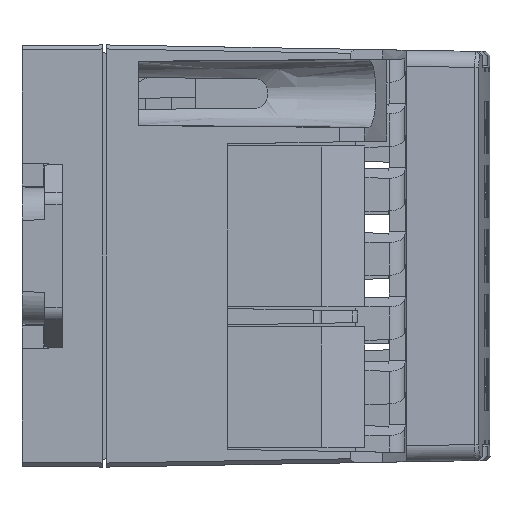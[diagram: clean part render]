
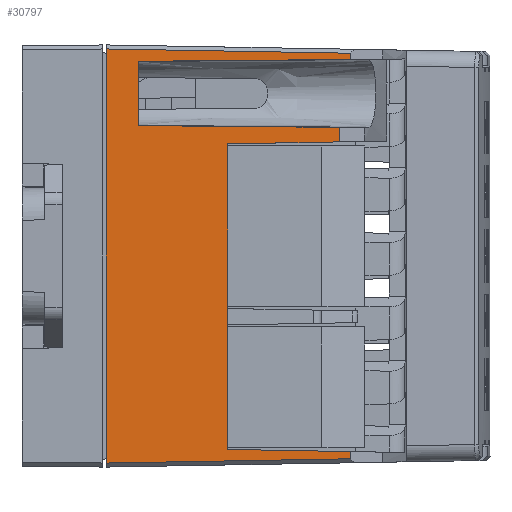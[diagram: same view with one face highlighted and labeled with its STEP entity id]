
A CAD part, front view. The second image highlights one B-rep face of the part: STEP entity #30797.
In plain terms, the highlighted planar face has unit normal (0.017, -1, 0).
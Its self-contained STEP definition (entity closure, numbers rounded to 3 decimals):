
#1973 = EDGE_CURVE ( 'NONE', #65579, #65560, #20911, .T. ) ;
#2012 = EDGE_CURVE ( 'NONE', #57810, #52205, #63951, .T. ) ;
#2094 = EDGE_CURVE ( 'NONE', #65605, #65497, #63619, .T. ) ;
#2111 = EDGE_CURVE ( 'NONE', #52143, #67092, #20975, .T. ) ;
#2198 = EDGE_CURVE ( 'NONE', #65804, #67004, #21023, .T. ) ;
#2223 = EDGE_CURVE ( 'NONE', #52143, #66306, #64053, .T. ) ;
#2356 = EDGE_CURVE ( 'NONE', #52205, #65809, #21102, .T. ) ;
#2390 = EDGE_CURVE ( 'NONE', #66306, #65605, #4037, .T. ) ;
#2394 = EDGE_CURVE ( 'NONE', #65809, #65804, #64608, .T. ) ;
#2761 = CARTESIAN_POINT ( 'NONE',  ( 10.117, -49.818, -25.573 ) ) ;
#3140 = CARTESIAN_POINT ( 'NONE',  ( 0., -49.991, -25.75 ) ) ;
#3318 = CARTESIAN_POINT ( 'NONE',  ( 30.35, -49.47, -25.22 ) ) ;
#3339 = CARTESIAN_POINT ( 'NONE',  ( 20.233, -49.644, -25.397 ) ) ;
#4037 = B_SPLINE_CURVE_WITH_KNOTS ( 'NONE', 3,
 ( #6288, #6054, #6043, #7274 ),
 .UNSPECIFIED., .F., .F.,
 ( 4, 4 ),
 ( 0., 1. ),
 .UNSPECIFIED. ) ;
#4896 = B_SPLINE_CURVE_WITH_KNOTS ( 'NONE', 3,
 ( #3318, #3339, #2761, #3140 ),
 .UNSPECIFIED., .F., .F.,
 ( 4, 4 ),
 ( 0., 1. ),
 .UNSPECIFIED. ) ;
#6043 = CARTESIAN_POINT ( 'NONE',  ( 25.267, -49.558, -24.233 ) ) ;
#6054 = CARTESIAN_POINT ( 'NONE',  ( 20.183, -49.645, -24.145 ) ) ;
#6288 = CARTESIAN_POINT ( 'NONE',  ( 15.1, -49.732, -24.056 ) ) ;
#6826 = CARTESIAN_POINT ( 'NONE',  ( 20.233, -49.644, 25.397 ) ) ;
#6903 = DIRECTION ( 'NONE',  ( 0., 0., -1. ) ) ;
#6993 = CARTESIAN_POINT ( 'NONE',  ( 30.35, -49.47, 25.22 ) ) ;
#7016 = CARTESIAN_POINT ( 'NONE',  ( 10.117, -49.818, 25.573 ) ) ;
#7172 = CARTESIAN_POINT ( 'NONE',  ( 0., -49.991, 25.75 ) ) ;
#7274 = CARTESIAN_POINT ( 'NONE',  ( 30.35, -49.47, -24.322 ) ) ;
#7492 = CARTESIAN_POINT ( 'NONE',  ( 30.35, -49.47, 0. ) ) ;
#9218 = ORIENTED_EDGE ( 'NONE', *, *, #1973, .F. ) ;
#9246 = ORIENTED_EDGE ( 'NONE', *, *, #2198, .F. ) ;
#9250 = ORIENTED_EDGE ( 'NONE', *, *, #2356, .F. ) ;
#9251 = ORIENTED_EDGE ( 'NONE', *, *, #23717, .F. ) ;
#9350 = ORIENTED_EDGE ( 'NONE', *, *, #2390, .F. ) ;
#9405 = ORIENTED_EDGE ( 'NONE', *, *, #42098, .F. ) ;
#9406 = ORIENTED_EDGE ( 'NONE', *, *, #2111, .T. ) ;
#9428 = ORIENTED_EDGE ( 'NONE', *, *, #2223, .F. ) ;
#9683 = CARTESIAN_POINT ( 'NONE',  ( 30.35, -49.47, -25.22 ) ) ;
#10052 = CARTESIAN_POINT ( 'NONE',  ( 30.35, -49.47, 24.445 ) ) ;
#10057 = CARTESIAN_POINT ( 'NONE',  ( 30.35, -49.47, 25.22 ) ) ;
#10763 = CARTESIAN_POINT ( 'NONE',  ( 30.35, -49.47, -24.322 ) ) ;
#10841 = CARTESIAN_POINT ( 'NONE',  ( 4., -49.923, 16.215 ) ) ;
#11262 = CARTESIAN_POINT ( 'NONE',  ( 15.1, -49.732, -24.056 ) ) ;
#11293 = CARTESIAN_POINT ( 'NONE',  ( 28.936, -49.495, 15.997 ) ) ;
#11662 = CARTESIAN_POINT ( 'NONE',  ( 28.936, -49.495, 0. ) ) ;
#11663 = DIRECTION ( 'NONE',  ( 0., 0., -1. ) ) ;
#12418 = ORIENTED_EDGE ( 'NONE', *, *, #2094, .F. ) ;
#12729 = ORIENTED_EDGE ( 'NONE', *, *, #2012, .F. ) ;
#13083 = ORIENTED_EDGE ( 'NONE', *, *, #2394, .F. ) ;
#13144 = ORIENTED_EDGE ( 'NONE', *, *, #42123, .F. ) ;
#16191 = AXIS2_PLACEMENT_3D ( 'NONE', #34491, #34476, #34474 ) ;
#17111 = FACE_OUTER_BOUND ( 'NONE', #55157, .T. ) ;
#20911 = B_SPLINE_CURVE_WITH_KNOTS ( 'NONE', 3,
 ( #42632, #42635, #42769, #42622 ),
 .UNSPECIFIED., .F., .F.,
 ( 4, 4 ),
 ( 0., 1. ),
 .UNSPECIFIED. ) ;
#20975 = B_SPLINE_CURVE_WITH_KNOTS ( 'NONE', 3,
 ( #53226, #53241, #53235, #53234 ),
 .UNSPECIFIED., .F., .F.,
 ( 4, 4 ),
 ( 0., 1. ),
 .UNSPECIFIED. ) ;
#21023 = B_SPLINE_CURVE_WITH_KNOTS ( 'NONE', 3,
 ( #53350, #53380, #53381, #53382 ),
 .UNSPECIFIED., .F., .F.,
 ( 4, 4 ),
 ( 0., 1. ),
 .UNSPECIFIED. ) ;
#21102 = B_SPLINE_CURVE_WITH_KNOTS ( 'NONE', 3,
 ( #7172, #7016, #6826, #6993 ),
 .UNSPECIFIED., .F., .F.,
 ( 4, 4 ),
 ( 0., 1. ),
 .UNSPECIFIED. ) ;
#22421 = CARTESIAN_POINT ( 'NONE',  ( 4., -49.923, 24.215 ) ) ;
#22652 = CARTESIAN_POINT ( 'NONE',  ( 28.936, -49.495, 14.191 ) ) ;
#23717 = EDGE_CURVE ( 'NONE', #65497, #57810, #4896, .T. ) ;
#27203 = DIRECTION ( 'NONE',  ( 0., 0., -1. ) ) ;
#27393 = CARTESIAN_POINT ( 'NONE',  ( 4., -49.923, 0. ) ) ;
#30797 = ADVANCED_FACE ( 'NONE', ( #17111 ), #34486, .F. ) ;
#33350 = LINE ( 'NONE', #11662, #33412 ) ;
#33412 = VECTOR ( 'NONE', #11663, 1000. ) ;
#34177 = VECTOR ( 'NONE', #27203, 1000. ) ;
#34474 = DIRECTION ( 'NONE',  ( -1., -0.017, 0. ) ) ;
#34476 = DIRECTION ( 'NONE',  ( -0.017, 1., 0. ) ) ;
#34486 = PLANE ( 'NONE',  #16191 ) ;
#34491 = CARTESIAN_POINT ( 'NONE',  ( 30.35, -49.47, -25.75 ) ) ;
#35730 = LINE ( 'NONE', #27393, #34177 ) ;
#42098 = EDGE_CURVE ( 'NONE', #65560, #67092, #33350, .T. ) ;
#42123 = EDGE_CURVE ( 'NONE', #67004, #65579, #35730, .T. ) ;
#42622 = CARTESIAN_POINT ( 'NONE',  ( 28.936, -49.495, 15.997 ) ) ;
#42632 = CARTESIAN_POINT ( 'NONE',  ( 4., -49.923, 16.215 ) ) ;
#42635 = CARTESIAN_POINT ( 'NONE',  ( 12.312, -49.78, 16.142 ) ) ;
#42767 = CARTESIAN_POINT ( 'NONE',  ( 0., -49.991, 0. ) ) ;
#42768 = DIRECTION ( 'NONE',  ( 0., 0., 1. ) ) ;
#42769 = CARTESIAN_POINT ( 'NONE',  ( 20.624, -49.637, 16.07 ) ) ;
#44722 = CARTESIAN_POINT ( 'NONE',  ( 0., -49.991, -25.75 ) ) ;
#45166 = CARTESIAN_POINT ( 'NONE',  ( 15.1, -49.732, 13.95 ) ) ;
#45224 = CARTESIAN_POINT ( 'NONE',  ( 0., -49.991, 25.75 ) ) ;
#52143 = VERTEX_POINT ( 'NONE', #45166 ) ;
#52205 = VERTEX_POINT ( 'NONE', #45224 ) ;
#53226 = CARTESIAN_POINT ( 'NONE',  ( 15.1, -49.732, 13.95 ) ) ;
#53234 = CARTESIAN_POINT ( 'NONE',  ( 28.936, -49.495, 14.191 ) ) ;
#53235 = CARTESIAN_POINT ( 'NONE',  ( 24.324, -49.574, 14.111 ) ) ;
#53241 = CARTESIAN_POINT ( 'NONE',  ( 19.712, -49.653, 14.03 ) ) ;
#53279 = DIRECTION ( 'NONE',  ( 0., 0., -1. ) ) ;
#53303 = CARTESIAN_POINT ( 'NONE',  ( 15.1, -49.732, -5.053 ) ) ;
#53350 = CARTESIAN_POINT ( 'NONE',  ( 30.35, -49.47, 24.445 ) ) ;
#53380 = CARTESIAN_POINT ( 'NONE',  ( 21.567, -49.621, 24.368 ) ) ;
#53381 = CARTESIAN_POINT ( 'NONE',  ( 12.783, -49.772, 24.291 ) ) ;
#53382 = CARTESIAN_POINT ( 'NONE',  ( 4., -49.923, 24.215 ) ) ;
#55157 = EDGE_LOOP ( 'NONE', ( #9428, #9406, #9405, #9218, #13144, #9246, #13083, #9250, #12729, #9251, #12418, #9350 ) ) ;
#57810 = VERTEX_POINT ( 'NONE', #44722 ) ;
#63619 = LINE ( 'NONE', #66325, #63624 ) ;
#63624 = VECTOR ( 'NONE', #66307, 1000. ) ;
#63910 = VECTOR ( 'NONE', #6903, 1000. ) ;
#63951 = LINE ( 'NONE', #42767, #64074 ) ;
#64053 = LINE ( 'NONE', #53303, #64421 ) ;
#64074 = VECTOR ( 'NONE', #42768, 1000. ) ;
#64421 = VECTOR ( 'NONE', #53279, 1000. ) ;
#64608 = LINE ( 'NONE', #7492, #63910 ) ;
#65497 = VERTEX_POINT ( 'NONE', #9683 ) ;
#65560 = VERTEX_POINT ( 'NONE', #11293 ) ;
#65579 = VERTEX_POINT ( 'NONE', #10841 ) ;
#65605 = VERTEX_POINT ( 'NONE', #10763 ) ;
#65804 = VERTEX_POINT ( 'NONE', #10052 ) ;
#65809 = VERTEX_POINT ( 'NONE', #10057 ) ;
#66306 = VERTEX_POINT ( 'NONE', #11262 ) ;
#66307 = DIRECTION ( 'NONE',  ( 0., 0., -1. ) ) ;
#66325 = CARTESIAN_POINT ( 'NONE',  ( 30.35, -49.47, -25.017 ) ) ;
#67004 = VERTEX_POINT ( 'NONE', #22421 ) ;
#67092 = VERTEX_POINT ( 'NONE', #22652 ) ;
